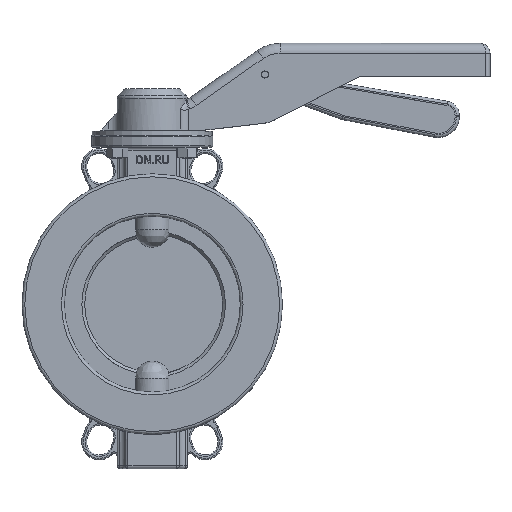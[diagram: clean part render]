
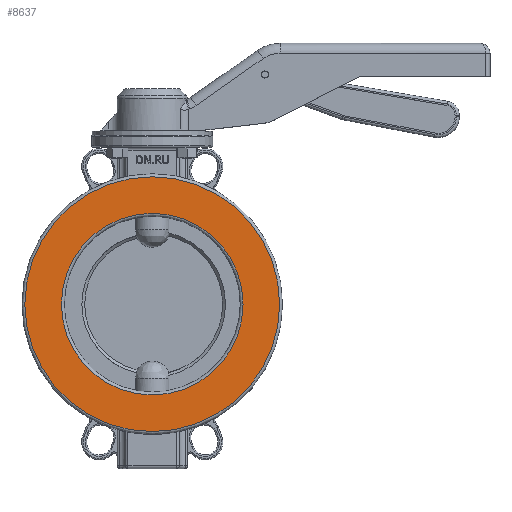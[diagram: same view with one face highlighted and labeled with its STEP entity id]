
A CAD part, top view. The second image highlights one B-rep face of the part: STEP entity #8637.
In plain terms, the highlighted planar face has unit normal (0, 0, 1).
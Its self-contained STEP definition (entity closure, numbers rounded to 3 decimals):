
#702=CIRCLE('',#9513,64.5);
#705=CIRCLE('',#9517,90.5);
#952=FACE_BOUND('',#1785,.T.);
#1272=FACE_OUTER_BOUND('',#1784,.T.);
#1784=EDGE_LOOP('',(#6479));
#1785=EDGE_LOOP('',(#6480));
#3684=VERTEX_POINT('',#14747);
#3686=VERTEX_POINT('',#14753);
#4705=EDGE_CURVE('',#3684,#3684,#702,.T.);
#4708=EDGE_CURVE('',#3686,#3686,#705,.T.);
#6479=ORIENTED_EDGE('',*,*,#4708,.F.);
#6480=ORIENTED_EDGE('',*,*,#4705,.F.);
#7847=PLANE('',#9516);
#8637=ADVANCED_FACE('',(#1272,#952),#7847,.T.);
#9513=AXIS2_PLACEMENT_3D('',#14748,#11317,#11318);
#9516=AXIS2_PLACEMENT_3D('',#14752,#11323,#11324);
#9517=AXIS2_PLACEMENT_3D('',#14754,#11325,#11326);
#11317=DIRECTION('center_axis',(0.,0.,1.));
#11318=DIRECTION('ref_axis',(-1.,0.,0.));
#11323=DIRECTION('center_axis',(0.,0.,1.));
#11324=DIRECTION('ref_axis',(1.,0.,0.));
#11325=DIRECTION('center_axis',(0.,0.,-1.));
#11326=DIRECTION('ref_axis',(-1.,0.,0.));
#14747=CARTESIAN_POINT('',(64.5,0.,28.));
#14748=CARTESIAN_POINT('Origin',(0.,0.,28.));
#14752=CARTESIAN_POINT('Origin',(0.,0.,28.));
#14753=CARTESIAN_POINT('',(-90.5,0.,28.));
#14754=CARTESIAN_POINT('Origin',(0.,0.,28.));
